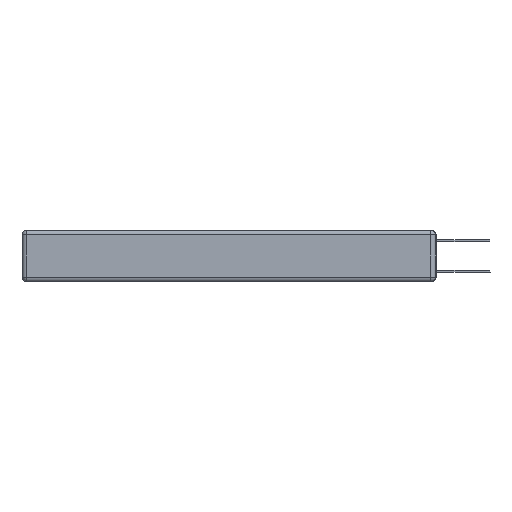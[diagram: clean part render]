
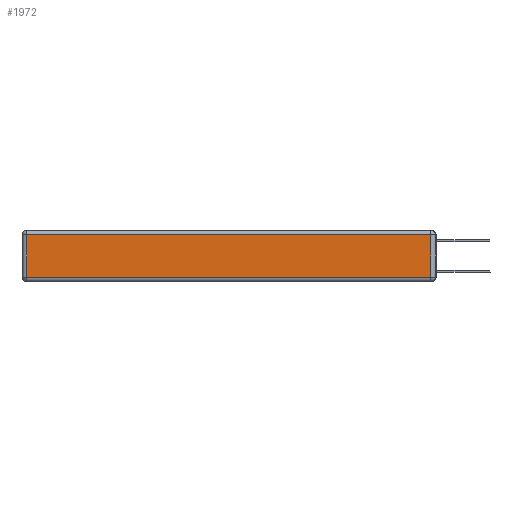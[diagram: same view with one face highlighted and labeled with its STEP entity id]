
A CAD part, left-side view. The second image highlights one B-rep face of the part: STEP entity #1972.
In plain terms, the highlighted planar face has unit normal (-1, 0, 0).
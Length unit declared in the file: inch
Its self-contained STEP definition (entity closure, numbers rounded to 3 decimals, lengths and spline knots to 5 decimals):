
#42 = LINE ( 'NONE', #12163, #17914 ) ;
#116 = VERTEX_POINT ( 'NONE', #18304 ) ;
#493 = CARTESIAN_POINT ( 'NONE',  ( 0., 0., -0.343 ) ) ;
#1554 = EDGE_CURVE ( 'NONE', #13446, #2729, #4499, .T. ) ;
#1972 = ADVANCED_FACE ( 'NONE', ( #9492 ), #12242, .T. ) ;
#2671 = DIRECTION ( 'NONE',  ( 0., -1., 0. ) ) ;
#2729 = VERTEX_POINT ( 'NONE', #18124 ) ;
#3106 = VECTOR ( 'NONE', #2671, 39.37008 ) ;
#4175 = CARTESIAN_POINT ( 'NONE',  ( 0., 2.72, -0.343 ) ) ;
#4396 = EDGE_LOOP ( 'NONE', ( #7700, #14272, #14010, #10956 ) ) ;
#4499 = LINE ( 'NONE', #4175, #16289 ) ;
#6133 = DIRECTION ( 'NONE',  ( 0., 1., 0. ) ) ;
#7036 = DIRECTION ( 'NONE',  ( 0., 0., 1. ) ) ;
#7503 = CARTESIAN_POINT ( 'NONE',  ( 0., 0., -0.313 ) ) ;
#7700 = ORIENTED_EDGE ( 'NONE', *, *, #17351, .T. ) ;
#8475 = EDGE_CURVE ( 'NONE', #16774, #116, #42, .T. ) ;
#8815 = DIRECTION ( 'NONE',  ( 0., 0., 1. ) ) ;
#9492 = FACE_OUTER_BOUND ( 'NONE', #4396, .T. ) ;
#10368 = CARTESIAN_POINT ( 'NONE',  ( 0., 0.03, -0.313 ) ) ;
#10441 = EDGE_CURVE ( 'NONE', #116, #13446, #14935, .T. ) ;
#10956 = ORIENTED_EDGE ( 'NONE', *, *, #1554, .T. ) ;
#11060 = AXIS2_PLACEMENT_3D ( 'NONE', #493, #20606, #7036 ) ;
#12163 = CARTESIAN_POINT ( 'NONE',  ( 0., 0.03, -0.343 ) ) ;
#12242 = PLANE ( 'NONE',  #11060 ) ;
#13446 = VERTEX_POINT ( 'NONE', #18478 ) ;
#14010 = ORIENTED_EDGE ( 'NONE', *, *, #10441, .T. ) ;
#14272 = ORIENTED_EDGE ( 'NONE', *, *, #8475, .T. ) ;
#14935 = LINE ( 'NONE', #17939, #15455 ) ;
#15455 = VECTOR ( 'NONE', #6133, 39.37008 ) ;
#16289 = VECTOR ( 'NONE', #19348, 39.37008 ) ;
#16774 = VERTEX_POINT ( 'NONE', #10368 ) ;
#17351 = EDGE_CURVE ( 'NONE', #2729, #16774, #20902, .T. ) ;
#17914 = VECTOR ( 'NONE', #8815, 39.37008 ) ;
#17939 = CARTESIAN_POINT ( 'NONE',  ( 0., 2.75, -0.03 ) ) ;
#18124 = CARTESIAN_POINT ( 'NONE',  ( 0., 2.72, -0.313 ) ) ;
#18304 = CARTESIAN_POINT ( 'NONE',  ( 0., 0.03, -0.03 ) ) ;
#18478 = CARTESIAN_POINT ( 'NONE',  ( 0., 2.72, -0.03 ) ) ;
#19348 = DIRECTION ( 'NONE',  ( 0., 0., -1. ) ) ;
#20606 = DIRECTION ( 'NONE',  ( -1., 0., 0. ) ) ;
#20902 = LINE ( 'NONE', #7503, #3106 ) ;
